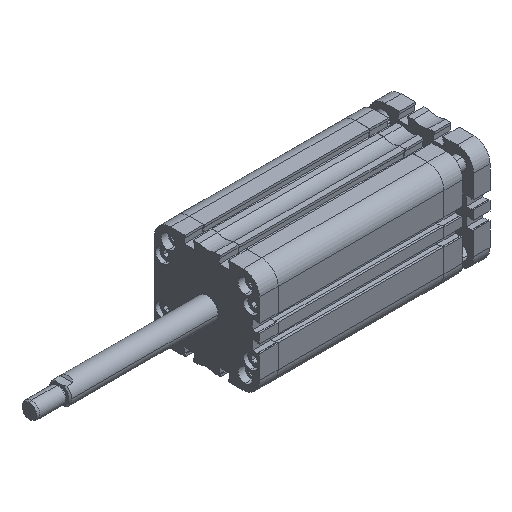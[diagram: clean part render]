
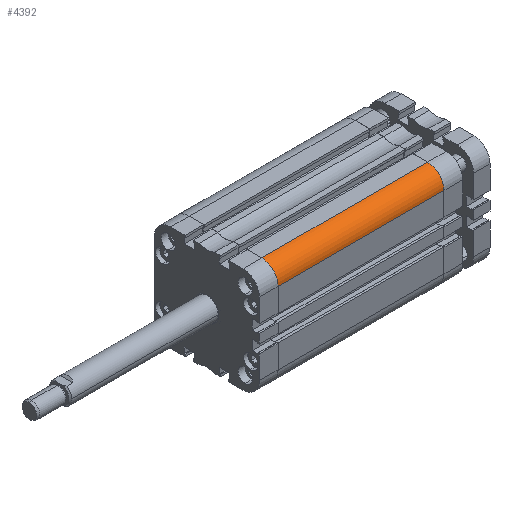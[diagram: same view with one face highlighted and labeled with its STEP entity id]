
A CAD part, isometric view. The second image highlights one B-rep face of the part: STEP entity #4392.
In plain terms, the highlighted cylindrical face has radius 12 mm (diameter 24 mm), a partial arc.
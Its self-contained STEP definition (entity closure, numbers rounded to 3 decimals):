
#394 = CARTESIAN_POINT ( 'NONE',  ( 121.5, -38.5, 26.5 ) ) ;
#1101 = DIRECTION ( 'NONE',  ( 1., 0., 0. ) ) ;
#2530 = DIRECTION ( 'NONE',  ( -1., 0., 0. ) ) ;
#3547 = DIRECTION ( 'NONE',  ( 0., 0., 1. ) ) ;
#4392 = ADVANCED_FACE ( 'NONE', ( #27759 ), #5237, .T. ) ;
#5237 = CYLINDRICAL_SURFACE ( 'NONE', #13178, 12. ) ;
#6264 = AXIS2_PLACEMENT_3D ( 'NONE', #25289, #31545, #37810 ) ;
#8198 = VERTEX_POINT ( 'NONE', #394 ) ;
#8461 = ORIENTED_EDGE ( 'NONE', *, *, #27975, .F. ) ;
#8917 = AXIS2_PLACEMENT_3D ( 'NONE', #18194, #37417, #30945 ) ;
#10620 = VERTEX_POINT ( 'NONE', #24147 ) ;
#13178 = AXIS2_PLACEMENT_3D ( 'NONE', #40487, #22104, #3547 ) ;
#15022 = LINE ( 'NONE', #24447, #24545 ) ;
#15901 = VERTEX_POINT ( 'NONE', #40322 ) ;
#16118 = EDGE_CURVE ( 'NONE', #29056, #8198, #25594, .T. ) ;
#16525 = CARTESIAN_POINT ( 'NONE',  ( 121.5, -26.5, 38.5 ) ) ;
#17460 = CARTESIAN_POINT ( 'NONE',  ( 121.5, -26.5, 38.5 ) ) ;
#18194 = CARTESIAN_POINT ( 'NONE',  ( 0., -26.5, 26.5 ) ) ;
#19544 = ORIENTED_EDGE ( 'NONE', *, *, #25700, .F. ) ;
#22104 = DIRECTION ( 'NONE',  ( -1., 0., 0. ) ) ;
#23313 = ORIENTED_EDGE ( 'NONE', *, *, #16118, .F. ) ;
#23809 = EDGE_LOOP ( 'NONE', ( #23313, #19544, #8461, #33329 ) ) ;
#24147 = CARTESIAN_POINT ( 'NONE',  ( 0., -38.5, 26.5 ) ) ;
#24447 = CARTESIAN_POINT ( 'NONE',  ( 121.5, -38.5, 26.5 ) ) ;
#24545 = VECTOR ( 'NONE', #2530, 1000. ) ;
#25289 = CARTESIAN_POINT ( 'NONE',  ( 121.5, -26.5, 26.5 ) ) ;
#25594 = CIRCLE ( 'NONE', #6264, 12. ) ;
#25700 = EDGE_CURVE ( 'NONE', #15901, #29056, #32414, .T. ) ;
#27759 = FACE_OUTER_BOUND ( 'NONE', #23809, .T. ) ;
#27975 = EDGE_CURVE ( 'NONE', #10620, #15901, #34942, .T. ) ;
#29056 = VERTEX_POINT ( 'NONE', #17460 ) ;
#30945 = DIRECTION ( 'NONE',  ( 0., 0., -1. ) ) ;
#31326 = VECTOR ( 'NONE', #1101, 1000. ) ;
#31545 = DIRECTION ( 'NONE',  ( 1., 0., 0. ) ) ;
#32414 = LINE ( 'NONE', #16525, #31326 ) ;
#32431 = EDGE_CURVE ( 'NONE', #8198, #10620, #15022, .T. ) ;
#33329 = ORIENTED_EDGE ( 'NONE', *, *, #32431, .F. ) ;
#34942 = CIRCLE ( 'NONE', #8917, 12. ) ;
#37417 = DIRECTION ( 'NONE',  ( -1., 0., 0. ) ) ;
#37810 = DIRECTION ( 'NONE',  ( 0., 0., -1. ) ) ;
#40322 = CARTESIAN_POINT ( 'NONE',  ( 0., -26.5, 38.5 ) ) ;
#40487 = CARTESIAN_POINT ( 'NONE',  ( 121.5, -26.5, 26.5 ) ) ;
